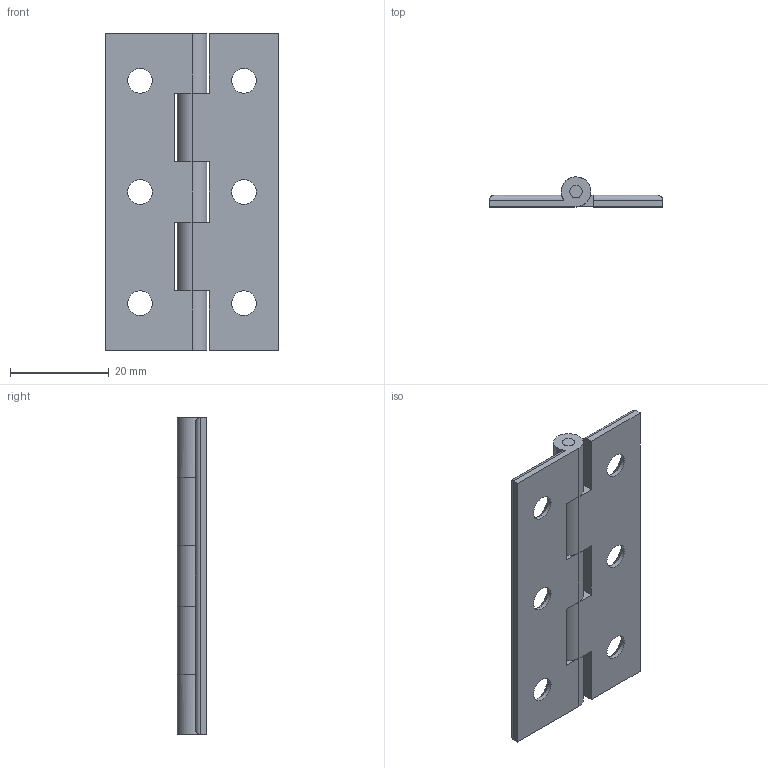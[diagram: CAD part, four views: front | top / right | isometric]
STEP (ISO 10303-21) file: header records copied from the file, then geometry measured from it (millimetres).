
FILE_DESCRIPTION(/* description */ (''),/* implementation_level */ '2;1');
FILE_NAME(/* name */ 'HC6435.stp',/* time_stamp */ '2022-07-21T14:21:37+09:00',/* author */ ('user'),/* organization */ (''),/* preprocessor_version */ 'ST-DEVELOPER v15.6',/* originating_system */ 'Autodesk Inventor 2015',/* authorisation */ '');
FILE_SCHEMA (('AUTOMOTIVE_DESIGN { 1 0 10303 214 3 1 1 }'));
Length unit declared in the file: millimetre
Products named in the file (4): HC6435L; HC6435R; HC6435RING; HC6435
Bounding box: 35 x 6 x 64 mm (x, y, z)
Volume: 5689.6 mm3; surface area: 6481 mm2
Topology: 3 solids, 3 shells, 54 faces, 140 edges, 92 vertices
Faces by surface type: plane 25, cylinder 23, cone 6
Full cylindrical faces by diameter (mm): 2.5 x6, 5 x6
Entity records: 1665 total; most frequent: DIRECTION 282, CARTESIAN_POINT 281, ORIENTED_EDGE 232, EDGE_CURVE 116, AXIS2_PLACEMENT_3D 107, EDGE_LOOP 94, VERTEX_POINT 86, LINE 68
